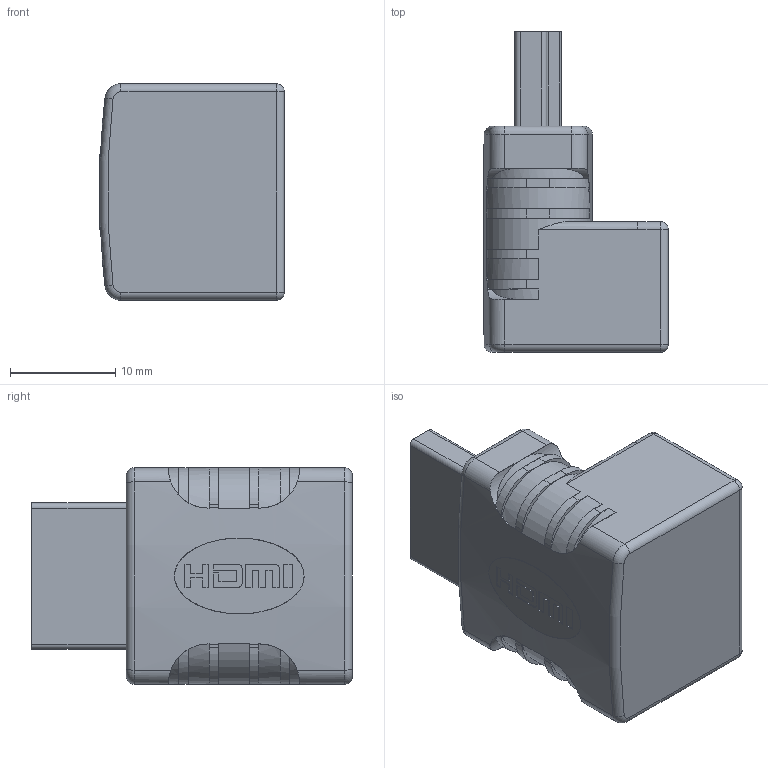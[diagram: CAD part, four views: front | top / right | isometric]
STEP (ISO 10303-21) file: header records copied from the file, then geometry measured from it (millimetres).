
FILE_DESCRIPTION (( 'STEP AP214' ), '1' );
FILE_NAME ('VHC00004.STEP', '2018-04-25T15:18:00', ( '' ), ( '' ), 'SwSTEP 2.0', 'SolidWorks 2017', '' );
FILE_SCHEMA (( 'AUTOMOTIVE_DESIGN' ));
Length unit declared in the file: inch
Products named in the file (6): VHC00004-MA2; 1AH05-019-MA1___; 1AH05-019-MA2(VHC00004-MA2)___; 1AH05-022; VHC00004-MA1; VHC00004
Assembly tree (5 placements, depth 3):
  VHC00004
    VHC00004-MA1
    1AH05-022
    VHC00004-MA2
      1AH05-019-MA2(VHC00004-MA2)___
      1AH05-019-MA1___
Bounding box: 17.6 x 30.5 x 20.6 mm (x, y, z)
Volume: 6633.4 mm3; surface area: 6826.7 mm2
Topology: 6 solids, 6 shells, 1286 faces, 3649 edges, 2389 vertices
Faces by surface type: plane 921, cylinder 286, bspline 66, torus 9, sphere 4
Entity records: 52971 total; most frequent: CARTESIAN_POINT 11975, ORIENTED_EDGE 7290, DIRECTION 6390, EDGE_CURVE 3645, LINE 2874, VECTOR 2874, VERTEX_POINT 2389, AXIS2_PLACEMENT_3D 1758
